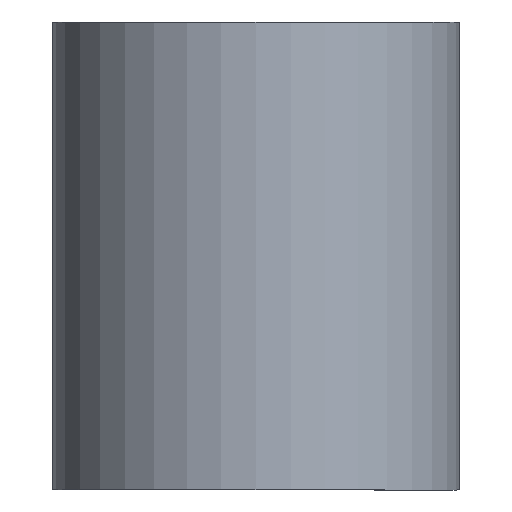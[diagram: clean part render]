
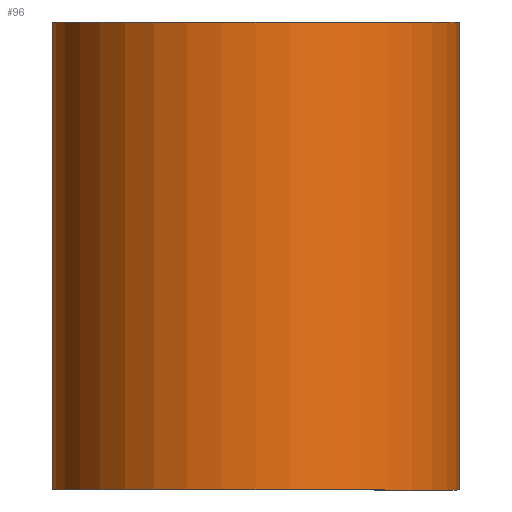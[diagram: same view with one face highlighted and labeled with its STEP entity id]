
A CAD part, front view. The second image highlights one B-rep face of the part: STEP entity #96.
In plain terms, the highlighted cylindrical face has radius 12.5 mm (diameter 25 mm), a partial arc.
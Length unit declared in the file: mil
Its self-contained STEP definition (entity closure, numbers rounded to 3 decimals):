
#3 = ORIENTED_EDGE ( 'NONE', *, *, #182, .T. ) ;
#5 = AXIS2_PLACEMENT_3D ( 'NONE', #7, #214, #77 ) ;
#7 = CARTESIAN_POINT ( 'NONE',  ( 0., 0., -7013.78 ) ) ;
#30 = CARTESIAN_POINT ( 'NONE',  ( -492.126, 0., -7013.78 ) ) ;
#44 = CARTESIAN_POINT ( 'NONE',  ( -492.126, 0., -5879.921 ) ) ;
#45 = DIRECTION ( 'NONE',  ( 0., 0., 1. ) ) ;
#51 = CIRCLE ( 'NONE', #289, 492.126 ) ;
#54 = VERTEX_POINT ( 'NONE', #44 ) ;
#60 = CARTESIAN_POINT ( 'NONE',  ( 492.126, 0., -7013.78 ) ) ;
#61 = LINE ( 'NONE', #220, #146 ) ;
#66 = CYLINDRICAL_SURFACE ( 'NONE', #5, 492.126 ) ;
#69 = EDGE_LOOP ( 'NONE', ( #307, #187, #3, #88 ) ) ;
#75 = VERTEX_POINT ( 'NONE', #197 ) ;
#76 = VERTEX_POINT ( 'NONE', #112 ) ;
#77 = DIRECTION ( 'NONE',  ( 1., 0., 0. ) ) ;
#88 = ORIENTED_EDGE ( 'NONE', *, *, #107, .T. ) ;
#90 = DIRECTION ( 'NONE',  ( -1., 0., 0. ) ) ;
#96 = ADVANCED_FACE ( 'NONE', ( #251 ), #66, .T. ) ;
#107 = EDGE_CURVE ( 'NONE', #75, #54, #51, .T. ) ;
#112 = CARTESIAN_POINT ( 'NONE',  ( 492.126, 0., -7013.78 ) ) ;
#127 = DIRECTION ( 'NONE',  ( 0., 0., 1. ) ) ;
#146 = VECTOR ( 'NONE', #45, 39370.079 ) ;
#170 = CIRCLE ( 'NONE', #208, 492.126 ) ;
#181 = CARTESIAN_POINT ( 'NONE',  ( 0., 0., -5879.921 ) ) ;
#182 = EDGE_CURVE ( 'NONE', #76, #75, #266, .T. ) ;
#187 = ORIENTED_EDGE ( 'NONE', *, *, #297, .F. ) ;
#196 = DIRECTION ( 'NONE',  ( 0., 0., -1. ) ) ;
#197 = CARTESIAN_POINT ( 'NONE',  ( 492.126, 0., -5879.921 ) ) ;
#208 = AXIS2_PLACEMENT_3D ( 'NONE', #323, #196, #90 ) ;
#213 = VERTEX_POINT ( 'NONE', #30 ) ;
#214 = DIRECTION ( 'NONE',  ( 0., 0., 1. ) ) ;
#220 = CARTESIAN_POINT ( 'NONE',  ( -492.126, 0., -7013.78 ) ) ;
#239 = DIRECTION ( 'NONE',  ( -1., 0., 0. ) ) ;
#251 = FACE_OUTER_BOUND ( 'NONE', #69, .T. ) ;
#255 = VECTOR ( 'NONE', #127, 39370.079 ) ;
#266 = LINE ( 'NONE', #60, #255 ) ;
#283 = EDGE_CURVE ( 'NONE', #213, #54, #61, .T. ) ;
#289 = AXIS2_PLACEMENT_3D ( 'NONE', #181, #293, #239 ) ;
#293 = DIRECTION ( 'NONE',  ( 0., 0., -1. ) ) ;
#297 = EDGE_CURVE ( 'NONE', #76, #213, #170, .T. ) ;
#307 = ORIENTED_EDGE ( 'NONE', *, *, #283, .F. ) ;
#323 = CARTESIAN_POINT ( 'NONE',  ( 0., 0., -7013.78 ) ) ;
